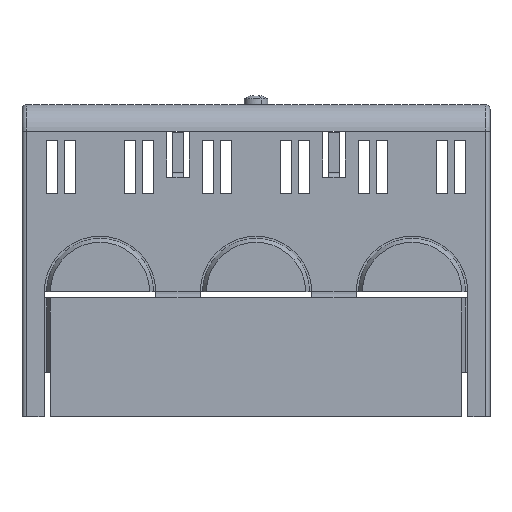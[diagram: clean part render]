
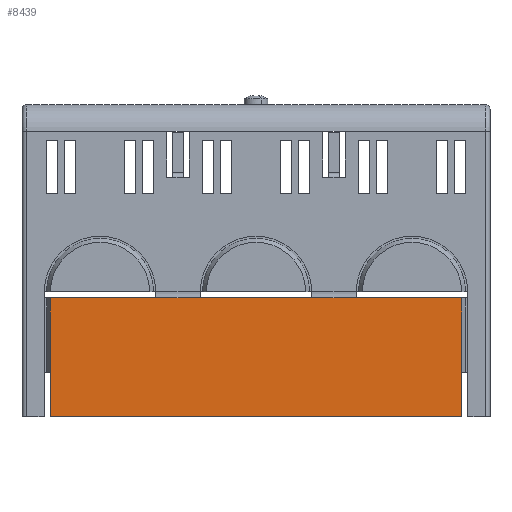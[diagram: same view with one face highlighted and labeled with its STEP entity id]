
A CAD part, top view. The second image highlights one B-rep face of the part: STEP entity #8439.
In plain terms, the highlighted planar face has unit normal (0, 0, 1).
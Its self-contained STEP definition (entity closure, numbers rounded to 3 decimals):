
#219=DIRECTION('',(-1.,0.,0.));
#220=VECTOR('',#219,10.004);
#221=CARTESIAN_POINT('',(-12.496,26.64,77.002));
#222=LINE('',#221,#220);
#251=DIRECTION('',(-1.,0.,0.));
#252=VECTOR('',#251,23.634);
#253=CARTESIAN_POINT('',(-22.5,26.64,77.002));
#254=LINE('',#253,#252);
#1026=DIRECTION('',(1.,0.,0.));
#1027=VECTOR('',#1026,92.264);
#1028=CARTESIAN_POINT('',(-46.134,0.,77.002));
#1029=LINE('',#1028,#1027);
#1280=DIRECTION('',(0.,-1.,0.));
#1281=VECTOR('',#1280,10.);
#1282=CARTESIAN_POINT('',(-46.134,10.,77.002));
#1283=LINE('',#1282,#1281);
#1434=DIRECTION('',(0.,-1.,0.));
#1435=VECTOR('',#1434,0.003);
#1436=CARTESIAN_POINT('',(12.5,26.64,77.002));
#1437=LINE('',#1436,#1435);
#1774=DIRECTION('',(0.,1.,0.));
#1775=VECTOR('',#1774,10.);
#1776=CARTESIAN_POINT('',(46.13,0.,77.002));
#1777=LINE('',#1776,#1775);
#1802=DIRECTION('',(0.,1.,0.));
#1803=VECTOR('',#1802,16.64);
#1804=CARTESIAN_POINT('',(46.13,10.,77.002));
#1805=LINE('',#1804,#1803);
#1818=DIRECTION('',(-1.,0.,0.));
#1819=VECTOR('',#1818,23.63);
#1820=CARTESIAN_POINT('',(46.13,26.64,77.002));
#1821=LINE('',#1820,#1819);
#1877=DIRECTION('',(-1.,0.,0.));
#1878=VECTOR('',#1877,10.);
#1879=CARTESIAN_POINT('',(22.5,26.64,77.002));
#1880=LINE('',#1879,#1878);
#2185=DIRECTION('',(-1.,0.,0.));
#2186=VECTOR('',#2185,24.996);
#2187=CARTESIAN_POINT('',(12.5,26.637,77.002));
#2188=LINE('',#2187,#2186);
#2209=DIRECTION('',(0.,1.,0.));
#2210=VECTOR('',#2209,0.003);
#2211=CARTESIAN_POINT('',(-12.496,26.637,77.002));
#2212=LINE('',#2211,#2210);
#2237=DIRECTION('',(0.,-1.,0.));
#2238=VECTOR('',#2237,16.64);
#2239=CARTESIAN_POINT('',(-46.134,26.64,77.002));
#2240=LINE('',#2239,#2238);
#6572=CARTESIAN_POINT('',(-12.496,26.64,77.002));
#6573=CARTESIAN_POINT('',(-22.5,26.64,77.002));
#6574=VERTEX_POINT('',#6572);
#6575=VERTEX_POINT('',#6573);
#6576=CARTESIAN_POINT('',(-12.496,26.637,77.002));
#6577=VERTEX_POINT('',#6576);
#6578=CARTESIAN_POINT('',(12.5,26.637,77.002));
#6579=VERTEX_POINT('',#6578);
#6580=CARTESIAN_POINT('',(12.5,26.64,77.002));
#6581=VERTEX_POINT('',#6580);
#6582=CARTESIAN_POINT('',(22.5,26.64,77.002));
#6583=VERTEX_POINT('',#6582);
#6584=CARTESIAN_POINT('',(46.13,26.64,77.002));
#6585=VERTEX_POINT('',#6584);
#6586=CARTESIAN_POINT('',(46.13,10.,77.002));
#6587=VERTEX_POINT('',#6586);
#6588=CARTESIAN_POINT('',(46.13,0.,77.002));
#6589=VERTEX_POINT('',#6588);
#6590=CARTESIAN_POINT('',(-46.134,0.,77.002));
#6591=VERTEX_POINT('',#6590);
#6592=CARTESIAN_POINT('',(-46.134,10.,77.002));
#6593=VERTEX_POINT('',#6592);
#6594=CARTESIAN_POINT('',(-46.134,26.64,77.002));
#6595=VERTEX_POINT('',#6594);
#8408=CARTESIAN_POINT('',(-0.002,13.32,77.002));
#8409=DIRECTION('',(0.,0.,1.));
#8410=DIRECTION('',(-1.,0.,0.));
#8411=AXIS2_PLACEMENT_3D('',#8408,#8409,#8410);
#8412=PLANE('',#8411);
#8414=ORIENTED_EDGE('',*,*,#8413,.F.);
#8416=ORIENTED_EDGE('',*,*,#8415,.F.);
#8418=ORIENTED_EDGE('',*,*,#8417,.F.);
#8420=ORIENTED_EDGE('',*,*,#8419,.F.);
#8422=ORIENTED_EDGE('',*,*,#8421,.F.);
#8424=ORIENTED_EDGE('',*,*,#8423,.F.);
#8426=ORIENTED_EDGE('',*,*,#8425,.F.);
#8428=ORIENTED_EDGE('',*,*,#8427,.F.);
#8430=ORIENTED_EDGE('',*,*,#8429,.F.);
#8432=ORIENTED_EDGE('',*,*,#8431,.F.);
#8434=ORIENTED_EDGE('',*,*,#8433,.F.);
#8436=ORIENTED_EDGE('',*,*,#8435,.F.);
#8437=EDGE_LOOP('',(#8414,#8416,#8418,#8420,#8422,#8424,#8426,#8428,#8430,#8432,
#8434,#8436));
#8438=FACE_OUTER_BOUND('',#8437,.F.);
#8413=EDGE_CURVE('',#6574,#6575,#222,.T.);
#8415=EDGE_CURVE('',#6577,#6574,#2212,.T.);
#8417=EDGE_CURVE('',#6579,#6577,#2188,.T.);
#8419=EDGE_CURVE('',#6581,#6579,#1437,.T.);
#8421=EDGE_CURVE('',#6583,#6581,#1880,.T.);
#8423=EDGE_CURVE('',#6585,#6583,#1821,.T.);
#8425=EDGE_CURVE('',#6587,#6585,#1805,.T.);
#8427=EDGE_CURVE('',#6589,#6587,#1777,.T.);
#8429=EDGE_CURVE('',#6591,#6589,#1029,.T.);
#8431=EDGE_CURVE('',#6593,#6591,#1283,.T.);
#8433=EDGE_CURVE('',#6595,#6593,#2240,.T.);
#8435=EDGE_CURVE('',#6575,#6595,#254,.T.);
#8439=ADVANCED_FACE('',(#8438),#8412,.T.);
